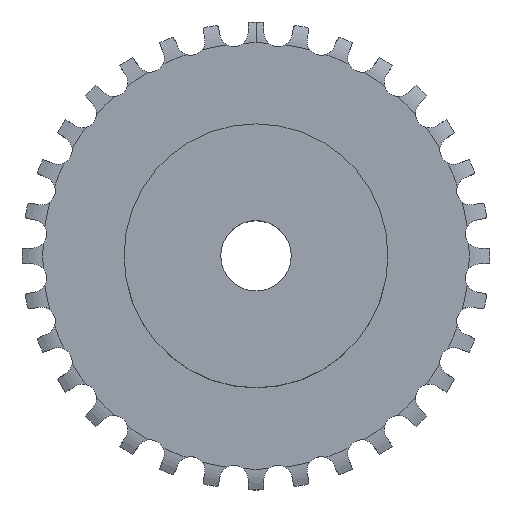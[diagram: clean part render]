
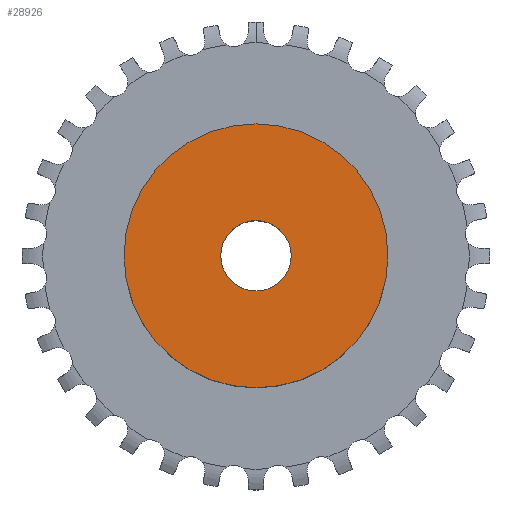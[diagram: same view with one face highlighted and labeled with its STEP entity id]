
A CAD part, top view. The second image highlights one B-rep face of the part: STEP entity #28926.
In plain terms, the highlighted planar face has unit normal (0, 0, 1).
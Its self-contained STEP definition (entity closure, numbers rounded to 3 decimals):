
#4864 = CYLINDRICAL_SURFACE('',#4865,4.);
#4865 = AXIS2_PLACEMENT_3D('',#4866,#4867,#4868);
#4866 = CARTESIAN_POINT('',(0.,0.,5000.));
#4867 = DIRECTION('',(0.,0.,1.));
#4868 = DIRECTION('',(1.,0.,-0.));
#8465 = CYLINDRICAL_SURFACE('',#8466,15.);
#8466 = AXIS2_PLACEMENT_3D('',#8467,#8468,#8469);
#8467 = CARTESIAN_POINT('',(0.,0.,0.));
#8468 = DIRECTION('',(-0.,-0.,-1.));
#8469 = DIRECTION('',(1.,0.,0.));
#23338 = EDGE_CURVE('',#23339,#23339,#23341,.T.);
#23339 = VERTEX_POINT('',#23340);
#23340 = CARTESIAN_POINT('',(4.,0.,13.85));
#23341 = SURFACE_CURVE('',#23342,(#23347,#23354),.PCURVE_S1.);
#23342 = CIRCLE('',#23343,4.);
#23343 = AXIS2_PLACEMENT_3D('',#23344,#23345,#23346);
#23344 = CARTESIAN_POINT('',(0.,0.,13.85));
#23345 = DIRECTION('',(0.,0.,1.));
#23346 = DIRECTION('',(1.,0.,-0.));
#23347 = PCURVE('',#4864,#23348);
#23348 = DEFINITIONAL_REPRESENTATION('',(#23349),#23353);
#23349 = LINE('',#23350,#23351);
#23350 = CARTESIAN_POINT('',(0.,-4986.15));
#23351 = VECTOR('',#23352,1.);
#23352 = DIRECTION('',(1.,0.));
#23353 = ( GEOMETRIC_REPRESENTATION_CONTEXT(2) 
PARAMETRIC_REPRESENTATION_CONTEXT() REPRESENTATION_CONTEXT('2D SPACE',''
  ) );
#23354 = PCURVE('',#23355,#23360);
#23355 = PLANE('',#23356);
#23356 = AXIS2_PLACEMENT_3D('',#23357,#23358,#23359);
#23357 = CARTESIAN_POINT('',(0.,0.,13.85));
#23358 = DIRECTION('',(-0.,0.,1.));
#23359 = DIRECTION('',(0.,-1.,0.));
#23360 = DEFINITIONAL_REPRESENTATION('',(#23361),#23365);
#23361 = CIRCLE('',#23362,4.);
#23362 = AXIS2_PLACEMENT_2D('',#23363,#23364);
#23363 = CARTESIAN_POINT('',(0.,0.));
#23364 = DIRECTION('',(0.,1.));
#23365 = ( GEOMETRIC_REPRESENTATION_CONTEXT(2) 
PARAMETRIC_REPRESENTATION_CONTEXT() REPRESENTATION_CONTEXT('2D SPACE',''
  ) );
#26991 = VERTEX_POINT('',#26992);
#26992 = CARTESIAN_POINT('',(15.,0.,13.85));
#27013 = EDGE_CURVE('',#26991,#26991,#27014,.T.);
#27014 = SURFACE_CURVE('',#27015,(#27020,#27027),.PCURVE_S1.);
#27015 = CIRCLE('',#27016,15.);
#27016 = AXIS2_PLACEMENT_3D('',#27017,#27018,#27019);
#27017 = CARTESIAN_POINT('',(0.,0.,13.85));
#27018 = DIRECTION('',(0.,0.,1.));
#27019 = DIRECTION('',(1.,0.,0.));
#27020 = PCURVE('',#8465,#27021);
#27021 = DEFINITIONAL_REPRESENTATION('',(#27022),#27026);
#27022 = LINE('',#27023,#27024);
#27023 = CARTESIAN_POINT('',(-0.,-13.85));
#27024 = VECTOR('',#27025,1.);
#27025 = DIRECTION('',(-1.,0.));
#27026 = ( GEOMETRIC_REPRESENTATION_CONTEXT(2) 
PARAMETRIC_REPRESENTATION_CONTEXT() REPRESENTATION_CONTEXT('2D SPACE',''
  ) );
#27027 = PCURVE('',#23355,#27028);
#27028 = DEFINITIONAL_REPRESENTATION('',(#27029),#27033);
#27029 = CIRCLE('',#27030,15.);
#27030 = AXIS2_PLACEMENT_2D('',#27031,#27032);
#27031 = CARTESIAN_POINT('',(0.,0.));
#27032 = DIRECTION('',(0.,1.));
#27033 = ( GEOMETRIC_REPRESENTATION_CONTEXT(2) 
PARAMETRIC_REPRESENTATION_CONTEXT() REPRESENTATION_CONTEXT('2D SPACE',''
  ) );
#28926 = ADVANCED_FACE('',(#28927,#28930),#23355,.T.);
#28927 = FACE_BOUND('',#28928,.T.);
#28928 = EDGE_LOOP('',(#28929));
#28929 = ORIENTED_EDGE('',*,*,#27013,.T.);
#28930 = FACE_BOUND('',#28931,.T.);
#28931 = EDGE_LOOP('',(#28932));
#28932 = ORIENTED_EDGE('',*,*,#23338,.F.);
